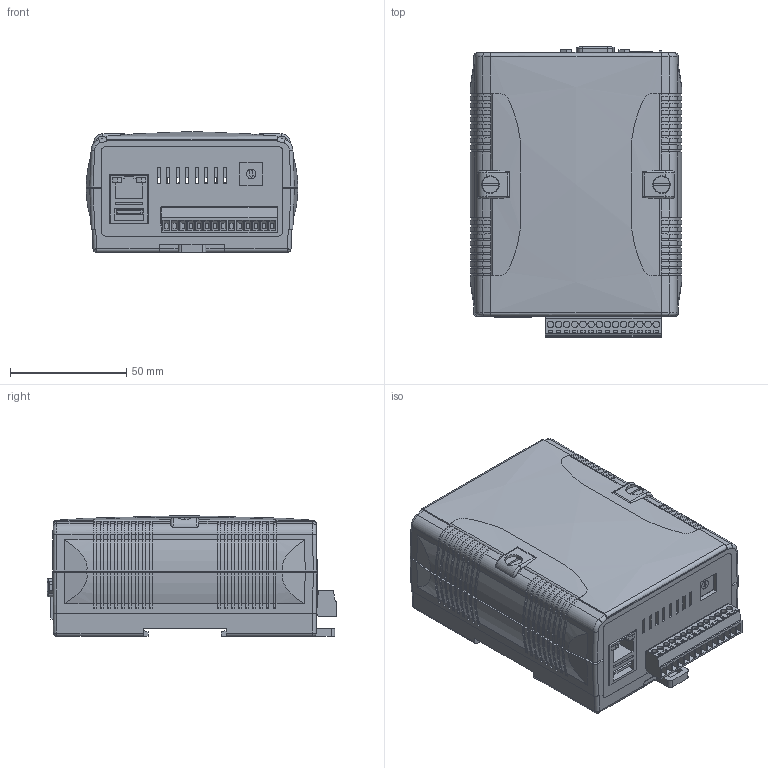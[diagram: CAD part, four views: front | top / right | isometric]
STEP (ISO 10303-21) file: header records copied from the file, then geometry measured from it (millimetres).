
FILE_DESCRIPTION (( 'STEP AP203' ), '1' );
FILE_NAME ('LP-5231.STEP', '2019-10-01T02:01:50', ( 'Windows 使用者' ), ( '' ), 'SwSTEP 2.0', 'SolidWorks 2019', '' );
FILE_SCHEMA (( 'CONFIG_CONTROL_DESIGN' ));
Length unit declared in the file: millimetre
Products named in the file (22): MicroSD; SD座-3; 7000-02ds.sldasm-Part-4-3; XW貼紙; MicroSD_00; MC420-350_14; 箭頭SW_0-F; 7000-02ds.sldasm-Part-13-3; 7000-02ds.sldasm-Part-27-3; RJ-45_USB; 5000_U; 7000-02ds.sldasm-Part-18-3; LP-5231; 7000-02ds.sldasm-Part-8-3; WP-5231_02; ME030-35014; uPAC-5001-M_PCB-1; 7000-02ds.sldasm-Part-10-3-3; WP-5231_PCB; 5000_L; WP-5231_01
Assembly tree (22 placements, depth 4):
  LP-5231
    WP-5231_01
    WP-5231_02
    5000_L
    5000_U
    7000-02ds.sldasm-Part-18-3
    WP-5231_PCB
      7000-02ds.sldasm-Part-10-3-3
      ME030-35014
      MC420-350_14
      RJ-45_USB
      MicroSD
        SD座-3
        MicroSD
      uPAC-5001-M_PCB-1
      7000-02ds.sldasm-Part-27-3
      箭頭SW_0-F
    7000-02ds.sldasm-Part-8-3
    7000-02ds.sldasm-Part-13-3  x2
    7000-02ds.sldasm-Part-4-3
    MicroSD_00
    XW貼紙
Bounding box: 91 x 124.75 x 52 mm (x, y, z)
Volume: 125226.2 mm3; surface area: 149787.1 mm2
Topology: 20 solids, 20 shells, 3023 faces, 8009 edges, 5197 vertices
Faces by surface type: plane 2145, cylinder 790, bspline 60, sphere 19, torus 8, cone 1
Entity records: 98522 total; most frequent: CARTESIAN_POINT 23420, ORIENTED_EDGE 15568, DIRECTION 14219, EDGE_CURVE 7784, VECTOR 5965, LINE 5965, VERTEX_POINT 5047, AXIS2_PLACEMENT_3D 4127
